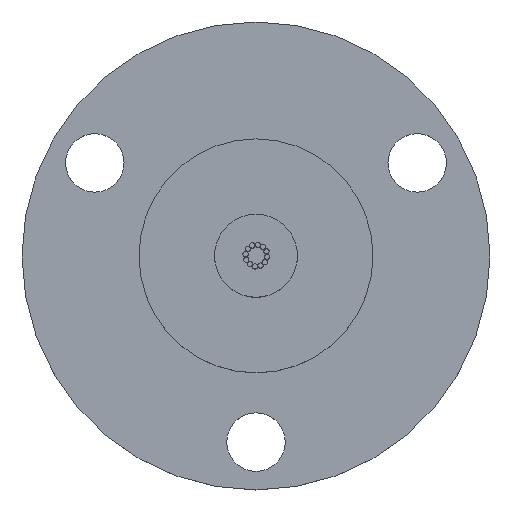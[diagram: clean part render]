
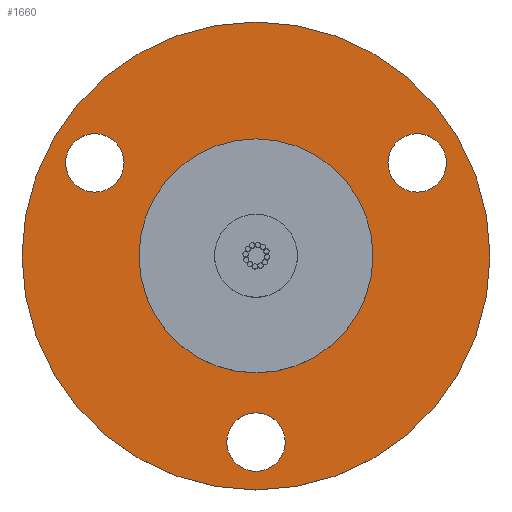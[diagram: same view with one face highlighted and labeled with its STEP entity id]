
A CAD part, top view. The second image highlights one B-rep face of the part: STEP entity #1660.
In plain terms, the highlighted planar face has unit normal (0, 0, 1).
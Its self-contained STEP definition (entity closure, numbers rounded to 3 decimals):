
#26 = CIRCLE ( 'NONE', #1198, 2.75 ) ;
#41 = CARTESIAN_POINT ( 'NONE',  ( 15.155, 8.75, 2.4 ) ) ;
#54 = ORIENTED_EDGE ( 'NONE', *, *, #2191, .F. ) ;
#78 = DIRECTION ( 'NONE',  ( 0., 0., 1. ) ) ;
#142 = AXIS2_PLACEMENT_3D ( 'NONE', #800, #2180, #996 ) ;
#147 = EDGE_LOOP ( 'NONE', ( #1184, #1920 ) ) ;
#213 = AXIS2_PLACEMENT_3D ( 'NONE', #1257, #78, #1455 ) ;
#230 = CARTESIAN_POINT ( 'NONE',  ( 22., 0., 2.4 ) ) ;
#243 = DIRECTION ( 'NONE',  ( 1., 0., 0. ) ) ;
#325 = ORIENTED_EDGE ( 'NONE', *, *, #2371, .F. ) ;
#406 = CARTESIAN_POINT ( 'NONE',  ( -2.75, -17.5, 2.4 ) ) ;
#443 = DIRECTION ( 'NONE',  ( 0., 0., 1. ) ) ;
#459 = CIRCLE ( 'NONE', #2426, 11. ) ;
#461 = ORIENTED_EDGE ( 'NONE', *, *, #950, .F. ) ;
#585 = FACE_OUTER_BOUND ( 'NONE', #147, .T. ) ;
#588 = ORIENTED_EDGE ( 'NONE', *, *, #997, .F. ) ;
#599 = AXIS2_PLACEMENT_3D ( 'NONE', #2074, #879, #2267 ) ;
#630 = CIRCLE ( 'NONE', #599, 11. ) ;
#638 = ORIENTED_EDGE ( 'NONE', *, *, #1879, .F. ) ;
#648 = EDGE_LOOP ( 'NONE', ( #461, #1509 ) ) ;
#661 = VERTEX_POINT ( 'NONE', #2508 ) ;
#662 = ORIENTED_EDGE ( 'NONE', *, *, #2485, .F. ) ;
#717 = VERTEX_POINT ( 'NONE', #2175 ) ;
#732 = EDGE_CURVE ( 'NONE', #1721, #661, #1138, .T. ) ;
#800 = CARTESIAN_POINT ( 'NONE',  ( -15.155, 8.75, 2.4 ) ) ;
#813 = VERTEX_POINT ( 'NONE', #406 ) ;
#851 = CARTESIAN_POINT ( 'NONE',  ( 0., 0., 2.4 ) ) ;
#879 = DIRECTION ( 'NONE',  ( 0., 0., 1. ) ) ;
#897 = EDGE_LOOP ( 'NONE', ( #54, #1534 ) ) ;
#940 = CARTESIAN_POINT ( 'NONE',  ( 0., -17.5, 2.4 ) ) ;
#950 = EDGE_CURVE ( 'NONE', #661, #1721, #1689, .T. ) ;
#993 = VERTEX_POINT ( 'NONE', #2063 ) ;
#996 = DIRECTION ( 'NONE',  ( 1., 0., 0. ) ) ;
#997 = EDGE_CURVE ( 'NONE', #993, #2102, #630, .T. ) ;
#1025 = DIRECTION ( 'NONE',  ( 0., 0., 1. ) ) ;
#1031 = CARTESIAN_POINT ( 'NONE',  ( 0., 0., 2.4 ) ) ;
#1051 = DIRECTION ( 'NONE',  ( 1., 0., 0. ) ) ;
#1079 = CARTESIAN_POINT ( 'NONE',  ( -17.905, 8.75, 2.4 ) ) ;
#1094 = DIRECTION ( 'NONE',  ( 0., 0., 1. ) ) ;
#1118 = FACE_BOUND ( 'NONE', #2557, .T. ) ;
#1128 = AXIS2_PLACEMENT_3D ( 'NONE', #1151, #2528, #1344 ) ;
#1138 = CIRCLE ( 'NONE', #142, 2.75 ) ;
#1142 = DIRECTION ( 'NONE',  ( 1., 0., 0. ) ) ;
#1151 = CARTESIAN_POINT ( 'NONE',  ( 0., 0., 2.4 ) ) ;
#1184 = ORIENTED_EDGE ( 'NONE', *, *, #1310, .T. ) ;
#1185 = AXIS2_PLACEMENT_3D ( 'NONE', #2279, #1094, #2475 ) ;
#1198 = AXIS2_PLACEMENT_3D ( 'NONE', #940, #2327, #1142 ) ;
#1205 = CARTESIAN_POINT ( 'NONE',  ( 11., 0., 2.4 ) ) ;
#1236 = DIRECTION ( 'NONE',  ( 1., 0., 0. ) ) ;
#1257 = CARTESIAN_POINT ( 'NONE',  ( -15.155, 8.75, 2.4 ) ) ;
#1310 = EDGE_CURVE ( 'NONE', #2072, #2138, #2516, .T. ) ;
#1342 = CIRCLE ( 'NONE', #2281, 22. ) ;
#1344 = DIRECTION ( 'NONE',  ( 1., 0., 0. ) ) ;
#1387 = EDGE_CURVE ( 'NONE', #2138, #2072, #1342, .T. ) ;
#1411 = CIRCLE ( 'NONE', #2089, 2.75 ) ;
#1415 = DIRECTION ( 'NONE',  ( 0., 0., 1. ) ) ;
#1455 = DIRECTION ( 'NONE',  ( 1., 0., 0. ) ) ;
#1488 = CARTESIAN_POINT ( 'NONE',  ( 2.75, -17.5, 2.4 ) ) ;
#1509 = ORIENTED_EDGE ( 'NONE', *, *, #732, .F. ) ;
#1534 = ORIENTED_EDGE ( 'NONE', *, *, #2157, .F. ) ;
#1624 = CARTESIAN_POINT ( 'NONE',  ( 15.155, 8.75, 2.4 ) ) ;
#1626 = FACE_BOUND ( 'NONE', #2378, .T. ) ;
#1640 = VERTEX_POINT ( 'NONE', #2329 ) ;
#1660 = ADVANCED_FACE ( 'NONE', ( #1626, #2169, #1761, #1118, #585 ), #1942, .T. ) ;
#1689 = CIRCLE ( 'NONE', #213, 2.75 ) ;
#1721 = VERTEX_POINT ( 'NONE', #1079 ) ;
#1761 = FACE_BOUND ( 'NONE', #648, .T. ) ;
#1832 = DIRECTION ( 'NONE',  ( 1., 0., 0. ) ) ;
#1879 = EDGE_CURVE ( 'NONE', #2348, #813, #26, .T. ) ;
#1891 = AXIS2_PLACEMENT_3D ( 'NONE', #2217, #1025, #2419 ) ;
#1898 = CIRCLE ( 'NONE', #2478, 2.75 ) ;
#1920 = ORIENTED_EDGE ( 'NONE', *, *, #1387, .T. ) ;
#1942 = PLANE ( 'NONE',  #1128 ) ;
#1986 = CARTESIAN_POINT ( 'NONE',  ( -22., 0., 2.4 ) ) ;
#2063 = CARTESIAN_POINT ( 'NONE',  ( -11., 0., 2.4 ) ) ;
#2072 = VERTEX_POINT ( 'NONE', #1986 ) ;
#2074 = CARTESIAN_POINT ( 'NONE',  ( 0., 0., 2.4 ) ) ;
#2089 = AXIS2_PLACEMENT_3D ( 'NONE', #41, #1415, #243 ) ;
#2102 = VERTEX_POINT ( 'NONE', #1205 ) ;
#2138 = VERTEX_POINT ( 'NONE', #230 ) ;
#2157 = EDGE_CURVE ( 'NONE', #717, #1640, #1411, .T. ) ;
#2169 = FACE_BOUND ( 'NONE', #897, .T. ) ;
#2175 = CARTESIAN_POINT ( 'NONE',  ( 12.405, 8.75, 2.4 ) ) ;
#2180 = DIRECTION ( 'NONE',  ( 0., 0., 1. ) ) ;
#2191 = EDGE_CURVE ( 'NONE', #1640, #717, #1898, .T. ) ;
#2217 = CARTESIAN_POINT ( 'NONE',  ( 0., 0., 2.4 ) ) ;
#2237 = DIRECTION ( 'NONE',  ( 0., 0., 1. ) ) ;
#2267 = DIRECTION ( 'NONE',  ( 1., 0., 0. ) ) ;
#2279 = CARTESIAN_POINT ( 'NONE',  ( 0., -17.5, 2.4 ) ) ;
#2281 = AXIS2_PLACEMENT_3D ( 'NONE', #851, #2237, #1051 ) ;
#2325 = CIRCLE ( 'NONE', #1185, 2.75 ) ;
#2327 = DIRECTION ( 'NONE',  ( 0., 0., 1. ) ) ;
#2329 = CARTESIAN_POINT ( 'NONE',  ( 17.905, 8.75, 2.4 ) ) ;
#2348 = VERTEX_POINT ( 'NONE', #1488 ) ;
#2371 = EDGE_CURVE ( 'NONE', #2102, #993, #459, .T. ) ;
#2378 = EDGE_LOOP ( 'NONE', ( #325, #588 ) ) ;
#2419 = DIRECTION ( 'NONE',  ( 1., 0., 0. ) ) ;
#2424 = DIRECTION ( 'NONE',  ( 0., 0., 1. ) ) ;
#2426 = AXIS2_PLACEMENT_3D ( 'NONE', #1031, #2424, #1236 ) ;
#2475 = DIRECTION ( 'NONE',  ( 1., 0., 0. ) ) ;
#2478 = AXIS2_PLACEMENT_3D ( 'NONE', #1624, #443, #1832 ) ;
#2485 = EDGE_CURVE ( 'NONE', #813, #2348, #2325, .T. ) ;
#2508 = CARTESIAN_POINT ( 'NONE',  ( -12.405, 8.75, 2.4 ) ) ;
#2516 = CIRCLE ( 'NONE', #1891, 22. ) ;
#2528 = DIRECTION ( 'NONE',  ( 0., 0., 1. ) ) ;
#2557 = EDGE_LOOP ( 'NONE', ( #638, #662 ) ) ;
